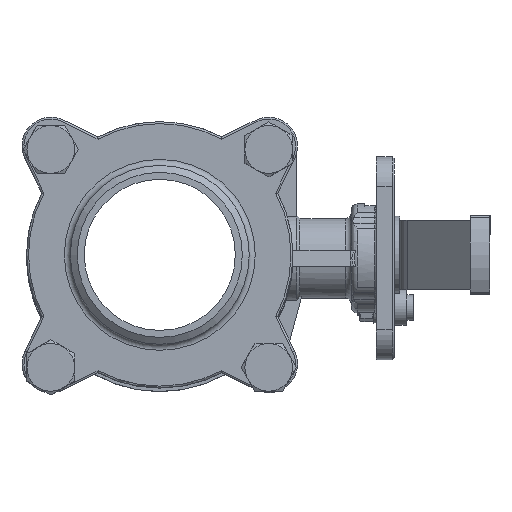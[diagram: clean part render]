
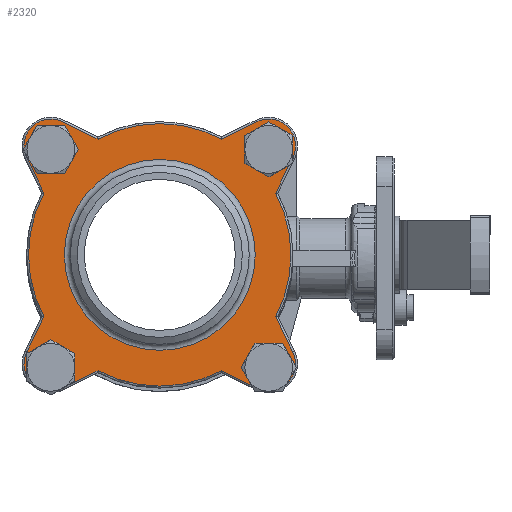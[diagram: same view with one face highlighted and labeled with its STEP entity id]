
A CAD part, front view. The second image highlights one B-rep face of the part: STEP entity #2320.
In plain terms, the highlighted face is planar.
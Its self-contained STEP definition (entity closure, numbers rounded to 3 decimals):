
#2320=ADVANCED_FACE('',(#3559,#3560,#3561,#3562,#3563,#3564),#3565,.T.);
#3559=FACE_BOUND('',#5499,.T.);
#3560=FACE_OUTER_BOUND('',#5500,.T.);
#3561=FACE_BOUND('',#5501,.T.);
#3562=FACE_BOUND('',#5502,.T.);
#3563=FACE_BOUND('',#5503,.T.);
#3564=FACE_BOUND('',#5504,.T.);
#3565=PLANE('',#5505);
#5499=EDGE_LOOP('',(#9977));
#5500=EDGE_LOOP('',(#9978,#9979,#9980,#9981,#9982,#9983,#9984,#9985,#9986,#9987,#9988,#9989,#9990,#9991,#9992,#9993));
#5501=EDGE_LOOP('',(#9994));
#5502=EDGE_LOOP('',(#9995));
#5503=EDGE_LOOP('',(#9996));
#5504=EDGE_LOOP('',(#9997));
#5505=AXIS2_PLACEMENT_3D('',#9998,#9999,#10000);
#9977=ORIENTED_EDGE('',*,*,#12951,.T.);
#9978=ORIENTED_EDGE('',*,*,#12839,.T.);
#9979=ORIENTED_EDGE('',*,*,#12919,.T.);
#9980=ORIENTED_EDGE('',*,*,#12923,.T.);
#9981=ORIENTED_EDGE('',*,*,#12925,.T.);
#9982=ORIENTED_EDGE('',*,*,#12844,.T.);
#9983=ORIENTED_EDGE('',*,*,#12848,.T.);
#9984=ORIENTED_EDGE('',*,*,#12928,.T.);
#9985=ORIENTED_EDGE('',*,*,#12931,.T.);
#9986=ORIENTED_EDGE('',*,*,#12861,.T.);
#9987=ORIENTED_EDGE('',*,*,#12866,.T.);
#9988=ORIENTED_EDGE('',*,*,#12868,.T.);
#9989=ORIENTED_EDGE('',*,*,#12859,.T.);
#9990=ORIENTED_EDGE('',*,*,#12930,.T.);
#9991=ORIENTED_EDGE('',*,*,#12855,.T.);
#9992=ORIENTED_EDGE('',*,*,#12852,.T.);
#9993=ORIENTED_EDGE('',*,*,#12842,.T.);
#9994=ORIENTED_EDGE('',*,*,#12936,.T.);
#9995=ORIENTED_EDGE('',*,*,#12935,.T.);
#9996=ORIENTED_EDGE('',*,*,#12934,.T.);
#9997=ORIENTED_EDGE('',*,*,#12933,.T.);
#9998=CARTESIAN_POINT('',(92.0,0.0,65.8));
#9999=DIRECTION('',(0.0,0.,1.0));
#10000=DIRECTION('',(0.0,-1.0,0.));
#12839=EDGE_CURVE('',#14823,#14828,#14830,.T.);
#12842=EDGE_CURVE('',#14831,#14823,#14835,.T.);
#12844=EDGE_CURVE('',#14839,#14837,#14840,.T.);
#12848=EDGE_CURVE('',#14837,#14845,#14847,.T.);
#12852=EDGE_CURVE('',#14849,#14831,#14853,.T.);
#12855=EDGE_CURVE('',#14854,#14849,#14858,.T.);
#12859=EDGE_CURVE('',#14859,#14864,#14866,.T.);
#12861=EDGE_CURVE('',#14870,#14868,#14871,.T.);
#12866=EDGE_CURVE('',#14868,#14877,#14879,.T.);
#12868=EDGE_CURVE('',#14877,#14859,#14881,.T.);
#12919=EDGE_CURVE('',#14828,#14966,#14968,.T.);
#12923=EDGE_CURVE('',#14966,#14973,#14975,.T.);
#12925=EDGE_CURVE('',#14973,#14839,#14977,.T.);
#12928=EDGE_CURVE('',#14845,#14980,#14982,.T.);
#12930=EDGE_CURVE('',#14864,#14854,#14984,.T.);
#12931=EDGE_CURVE('',#14980,#14870,#14985,.T.);
#12933=EDGE_CURVE('',#14987,#14987,#14988,.T.);
#12934=EDGE_CURVE('',#14989,#14989,#14990,.T.);
#12935=EDGE_CURVE('',#14991,#14991,#14992,.T.);
#12936=EDGE_CURVE('',#14993,#14993,#14994,.T.);
#12951=EDGE_CURVE('',#15012,#15012,#15013,.F.);
#14823=VERTEX_POINT('',#19441);
#14828=VERTEX_POINT('',#19453);
#14830=CIRCLE('',#19462,66.0);
#14831=VERTEX_POINT('',#19463);
#14835=LINE('',#19468,#19469);
#14837=VERTEX_POINT('',#19471);
#14839=VERTEX_POINT('',#19480);
#14840=CIRCLE('',#19481,66.0);
#14845=VERTEX_POINT('',#19493);
#14847=LINE('',#19495,#19496);
#14849=VERTEX_POINT('',#19499);
#14853=CIRCLE('',#19503,13.5);
#14854=VERTEX_POINT('',#19504);
#14858=LINE('',#19516,#19517);
#14859=VERTEX_POINT('',#19518);
#14864=VERTEX_POINT('',#19524);
#14866=LINE('',#19533,#19534);
#14868=VERTEX_POINT('',#19536);
#14870=VERTEX_POINT('',#19545);
#14871=CIRCLE('',#19546,66.0);
#14877=VERTEX_POINT('',#19560);
#14879=LINE('',#19562,#19563);
#14881=CIRCLE('',#19565,13.5);
#14966=VERTEX_POINT('',#19743);
#14968=LINE('',#19745,#19746);
#14973=VERTEX_POINT('',#19752);
#14975=CIRCLE('',#19754,13.5);
#14977=LINE('',#19756,#19757);
#14980=VERTEX_POINT('',#19761);
#14982=CIRCLE('',#19763,13.5);
#14984=CIRCLE('',#19765,66.0);
#14985=LINE('',#19766,#19767);
#14987=VERTEX_POINT('',#19770);
#14988=CIRCLE('',#19771,8.25);
#14989=VERTEX_POINT('',#19772);
#14990=CIRCLE('',#19773,8.25);
#14991=VERTEX_POINT('',#19774);
#14992=CIRCLE('',#19775,8.25);
#14993=VERTEX_POINT('',#19776);
#14994=CIRCLE('',#19777,8.25);
#15012=VERTEX_POINT('',#19806);
#15013=CIRCLE('',#19807,48.0);
#19441=CARTESIAN_POINT('',(31.056,58.237,65.8));
#19453=CARTESIAN_POINT('',(-31.056,58.237,65.8));
#19462=AXIS2_PLACEMENT_3D('',#23117,#23118,#23119);
#19463=CARTESIAN_POINT('',(48.881,66.934,65.8));
#19468=CARTESIAN_POINT('',(57.331,71.057,65.8));
#19469=VECTOR('',#23124,1.0);
#19471=CARTESIAN_POINT('',(-58.237,-31.056,65.8));
#19480=CARTESIAN_POINT('',(-58.237,31.056,65.8));
#19481=AXIS2_PLACEMENT_3D('',#23125,#23126,#23127);
#19493=CARTESIAN_POINT('',(-66.934,-48.881,65.8));
#19495=CARTESIAN_POINT('',(-17.111,53.235,65.8));
#19496=VECTOR('',#23134,1.0);
#19499=CARTESIAN_POINT('',(66.934,48.881,65.8));
#19503=AXIS2_PLACEMENT_3D('',#23142,#23143,#23144);
#19504=CARTESIAN_POINT('',(58.237,31.056,65.8));
#19516=CARTESIAN_POINT('',(52.49,19.277,65.8));
#19517=VECTOR('',#23146,1.0);
#19518=CARTESIAN_POINT('',(66.934,-48.881,65.8));
#19524=CARTESIAN_POINT('',(58.237,-31.056,65.8));
#19533=CARTESIAN_POINT('',(52.49,-19.277,65.8));
#19534=VECTOR('',#23151,1.0);
#19536=CARTESIAN_POINT('',(31.056,-58.237,65.8));
#19545=CARTESIAN_POINT('',(-31.056,-58.237,65.8));
#19546=AXIS2_PLACEMENT_3D('',#23152,#23153,#23154);
#19560=CARTESIAN_POINT('',(48.881,-66.934,65.8));
#19562=CARTESIAN_POINT('',(57.331,-71.057,65.8));
#19563=VECTOR('',#23162,1.0);
#19565=AXIS2_PLACEMENT_3D('',#23166,#23167,#23168);
#19743=CARTESIAN_POINT('',(-48.881,66.934,65.8));
#19745=CARTESIAN_POINT('',(91.29,-1.456,65.8));
#19746=VECTOR('',#23253,1.0);
#19752=CARTESIAN_POINT('',(-66.934,48.881,65.8));
#19754=AXIS2_PLACEMENT_3D('',#23261,#23262,#23263);
#19756=CARTESIAN_POINT('',(-17.111,-53.235,65.8));
#19757=VECTOR('',#23267,1.0);
#19761=CARTESIAN_POINT('',(-48.881,-66.934,65.8));
#19763=AXIS2_PLACEMENT_3D('',#23272,#23273,#23274);
#19765=AXIS2_PLACEMENT_3D('',#23278,#23279,#23280);
#19766=CARTESIAN_POINT('',(91.29,1.456,65.8));
#19767=VECTOR('',#23281,1.0);
#19770=CARTESIAN_POINT('',(54.801,63.051,65.8));
#19771=AXIS2_PLACEMENT_3D('',#23283,#23284,#23285);
#19772=CARTESIAN_POINT('',(-54.801,63.051,65.8));
#19773=AXIS2_PLACEMENT_3D('',#23286,#23287,#23288);
#19774=CARTESIAN_POINT('',(-54.801,-46.551,65.8));
#19775=AXIS2_PLACEMENT_3D('',#23289,#23290,#23291);
#19776=CARTESIAN_POINT('',(54.801,-46.551,65.8));
#19777=AXIS2_PLACEMENT_3D('',#23292,#23293,#23294);
#19806=CARTESIAN_POINT('',(0.0,-48.0,65.8));
#19807=AXIS2_PLACEMENT_3D('',#23315,#23316,#23317);
#23117=CARTESIAN_POINT('',(0.0,0.,65.8));
#23118=DIRECTION('',(0.0,0.,1.0));
#23119=DIRECTION('',(0.0,-1.0,0.));
#23124=DIRECTION('',(-0.899,-0.438,0.));
#23125=CARTESIAN_POINT('',(0.0,0.,65.8));
#23126=DIRECTION('',(0.0,0.,1.0));
#23127=DIRECTION('',(0.0,-1.0,0.));
#23134=DIRECTION('',(-0.438,-0.899,0.));
#23142=CARTESIAN_POINT('',(54.801,54.801,65.8));
#23143=DIRECTION('',(0.0,0.,1.0));
#23144=DIRECTION('',(0.0,-1.0,0.));
#23146=DIRECTION('',(0.438,0.899,0.));
#23151=DIRECTION('',(-0.438,0.899,0.));
#23152=CARTESIAN_POINT('',(0.0,0.,65.8));
#23153=DIRECTION('',(0.0,0.,1.0));
#23154=DIRECTION('',(0.0,-1.0,0.));
#23162=DIRECTION('',(0.899,-0.438,0.));
#23166=CARTESIAN_POINT('',(54.801,-54.801,65.8));
#23167=DIRECTION('',(0.0,0.,1.0));
#23168=DIRECTION('',(0.0,-1.0,0.));
#23253=DIRECTION('',(-0.899,0.438,0.));
#23261=CARTESIAN_POINT('',(-54.801,54.801,65.8));
#23262=DIRECTION('',(0.0,0.,1.0));
#23263=DIRECTION('',(0.0,-1.0,0.));
#23267=DIRECTION('',(0.438,-0.899,0.));
#23272=CARTESIAN_POINT('',(-54.801,-54.801,65.8));
#23273=DIRECTION('',(0.0,0.,1.0));
#23274=DIRECTION('',(0.0,-1.0,0.));
#23278=CARTESIAN_POINT('',(0.0,0.,65.8));
#23279=DIRECTION('',(0.0,0.,1.0));
#23280=DIRECTION('',(0.0,-1.0,0.));
#23281=DIRECTION('',(0.899,0.438,0.));
#23283=CARTESIAN_POINT('',(54.801,54.801,65.8));
#23284=DIRECTION('',(0.0,0.0,-1.0));
#23285=DIRECTION('',(0.0,1.0,0.0));
#23286=CARTESIAN_POINT('',(-54.801,54.801,65.8));
#23287=DIRECTION('',(0.0,0.0,-1.0));
#23288=DIRECTION('',(0.0,1.0,0.0));
#23289=CARTESIAN_POINT('',(-54.801,-54.801,65.8));
#23290=DIRECTION('',(0.0,0.0,-1.0));
#23291=DIRECTION('',(0.0,1.0,0.0));
#23292=CARTESIAN_POINT('',(54.801,-54.801,65.8));
#23293=DIRECTION('',(0.0,0.0,-1.0));
#23294=DIRECTION('',(0.0,1.0,0.0));
#23315=CARTESIAN_POINT('',(0.0,0.,65.8));
#23316=DIRECTION('',(0.0,0.,1.0));
#23317=DIRECTION('',(0.0,-1.0,0.));
